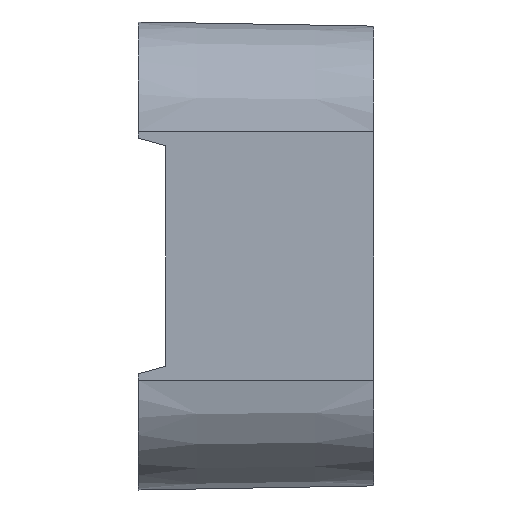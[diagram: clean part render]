
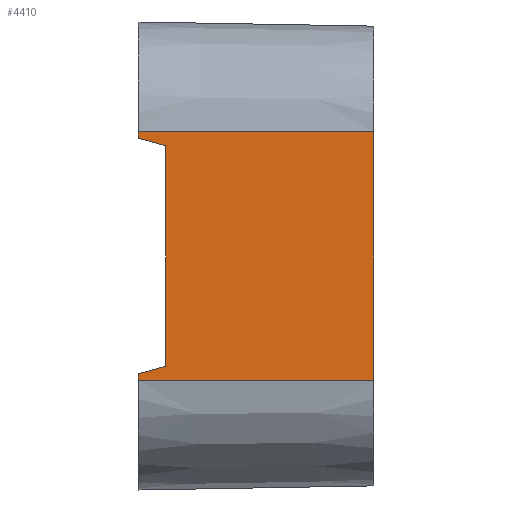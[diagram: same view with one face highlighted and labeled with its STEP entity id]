
A CAD part, left-side view. The second image highlights one B-rep face of the part: STEP entity #4410.
In plain terms, the highlighted planar face has unit normal (-1, -0.018, 0).
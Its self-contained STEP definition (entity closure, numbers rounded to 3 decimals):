
#181 = EDGE_CURVE ( 'NONE', #8211, #2628, #6408, .T. ) ;
#187 = LINE ( 'NONE', #10087, #662 ) ;
#234 = VERTEX_POINT ( 'NONE', #332 ) ;
#332 = CARTESIAN_POINT ( 'NONE',  ( -28.35, 0., 6.75 ) ) ;
#397 = EDGE_CURVE ( 'NONE', #234, #2221, #696, .T. ) ;
#412 = LINE ( 'NONE', #3069, #8602 ) ;
#519 = CARTESIAN_POINT ( 'NONE',  ( -28.35, 0., 6.75 ) ) ;
#535 = CARTESIAN_POINT ( 'NONE',  ( -28.392, 2.381, 3.61 ) ) ;
#544 = DIRECTION ( 'NONE',  ( -0.017, 1., 0. ) ) ;
#662 = VECTOR ( 'NONE', #5342, 1000. ) ;
#696 = LINE ( 'NONE', #519, #4146 ) ;
#1312 = VECTOR ( 'NONE', #6887, 1000. ) ;
#1748 = DIRECTION ( 'NONE',  ( -0.017, 1., 0. ) ) ;
#1788 = EDGE_LOOP ( 'NONE', ( #2520, #7971, #4422, #2557, #7291, #8008, #3235, #8497 ) ) ;
#2221 = VERTEX_POINT ( 'NONE', #7770 ) ;
#2520 = ORIENTED_EDGE ( 'NONE', *, *, #6524, .F. ) ;
#2526 = VERTEX_POINT ( 'NONE', #3550 ) ;
#2551 = CARTESIAN_POINT ( 'NONE',  ( -28.35, 0., 12.5 ) ) ;
#2557 = ORIENTED_EDGE ( 'NONE', *, *, #181, .T. ) ;
#2628 = VERTEX_POINT ( 'NONE', #2884 ) ;
#2884 = CARTESIAN_POINT ( 'NONE',  ( -28.573, 12.8, -6.402 ) ) ;
#2911 = CARTESIAN_POINT ( 'NONE',  ( -28.573, 12.8, 12.5 ) ) ;
#2981 = EDGE_CURVE ( 'NONE', #3404, #2526, #7561, .T. ) ;
#3030 = PLANE ( 'NONE',  #9198 ) ;
#3069 = CARTESIAN_POINT ( 'NONE',  ( -28.547, 11.3, 12.5 ) ) ;
#3235 = ORIENTED_EDGE ( 'NONE', *, *, #6829, .T. ) ;
#3274 = CARTESIAN_POINT ( 'NONE',  ( -28.547, 11.3, 6. ) ) ;
#3404 = VERTEX_POINT ( 'NONE', #8384 ) ;
#3550 = CARTESIAN_POINT ( 'NONE',  ( -28.573, 12.8, -6.75 ) ) ;
#3847 = DIRECTION ( 'NONE',  ( -1., -0.017, 0. ) ) ;
#4146 = VECTOR ( 'NONE', #544, 1000. ) ;
#4352 = VECTOR ( 'NONE', #1748, 1000. ) ;
#4410 = ADVANCED_FACE ( 'NONE', ( #9689 ), #3030, .T. ) ;
#4422 = ORIENTED_EDGE ( 'NONE', *, *, #7656, .T. ) ;
#4586 = VERTEX_POINT ( 'NONE', #3274 ) ;
#4908 = EDGE_CURVE ( 'NONE', #6483, #4586, #10106, .T. ) ;
#5102 = LINE ( 'NONE', #2551, #5343 ) ;
#5342 = DIRECTION ( 'NONE',  ( 0., 0., 1. ) ) ;
#5343 = VECTOR ( 'NONE', #7282, 1000. ) ;
#5426 = EDGE_CURVE ( 'NONE', #2526, #2628, #7686, .T. ) ;
#5487 = DIRECTION ( 'NONE',  ( -0.017, 0.966, -0.259 ) ) ;
#6054 = DIRECTION ( 'NONE',  ( 0., 0., 1. ) ) ;
#6273 = DIRECTION ( 'NONE',  ( 0., 0., -1. ) ) ;
#6408 = LINE ( 'NONE', #7845, #6577 ) ;
#6434 = CARTESIAN_POINT ( 'NONE',  ( -28.547, 11.3, -6. ) ) ;
#6483 = VERTEX_POINT ( 'NONE', #6818 ) ;
#6524 = EDGE_CURVE ( 'NONE', #6483, #2221, #187, .T. ) ;
#6577 = VECTOR ( 'NONE', #5487, 1000. ) ;
#6806 = VECTOR ( 'NONE', #6054, 1000. ) ;
#6818 = CARTESIAN_POINT ( 'NONE',  ( -28.573, 12.8, 6.402 ) ) ;
#6829 = EDGE_CURVE ( 'NONE', #3404, #234, #5102, .T. ) ;
#6887 = DIRECTION ( 'NONE',  ( 0.017, -0.966, -0.259 ) ) ;
#7282 = DIRECTION ( 'NONE',  ( 0., 0., 1. ) ) ;
#7291 = ORIENTED_EDGE ( 'NONE', *, *, #5426, .F. ) ;
#7561 = LINE ( 'NONE', #9693, #4352 ) ;
#7656 = EDGE_CURVE ( 'NONE', #4586, #8211, #412, .T. ) ;
#7686 = LINE ( 'NONE', #2911, #6806 ) ;
#7770 = CARTESIAN_POINT ( 'NONE',  ( -28.573, 12.8, 6.75 ) ) ;
#7845 = CARTESIAN_POINT ( 'NONE',  ( -28.283, -3.867, -1.936 ) ) ;
#7971 = ORIENTED_EDGE ( 'NONE', *, *, #4908, .T. ) ;
#8008 = ORIENTED_EDGE ( 'NONE', *, *, #2981, .F. ) ;
#8211 = VERTEX_POINT ( 'NONE', #6434 ) ;
#8384 = CARTESIAN_POINT ( 'NONE',  ( -28.35, 0., -6.75 ) ) ;
#8497 = ORIENTED_EDGE ( 'NONE', *, *, #397, .T. ) ;
#8572 = CARTESIAN_POINT ( 'NONE',  ( -28.35, 0., 12.5 ) ) ;
#8602 = VECTOR ( 'NONE', #6273, 1000. ) ;
#9198 = AXIS2_PLACEMENT_3D ( 'NONE', #8572, #3847, #9380 ) ;
#9380 = DIRECTION ( 'NONE',  ( 0.017, -1., 0. ) ) ;
#9689 = FACE_OUTER_BOUND ( 'NONE', #1788, .T. ) ;
#9693 = CARTESIAN_POINT ( 'NONE',  ( -28.35, 0., -6.75 ) ) ;
#10087 = CARTESIAN_POINT ( 'NONE',  ( -28.573, 12.8, 12.5 ) ) ;
#10106 = LINE ( 'NONE', #535, #1312 ) ;
